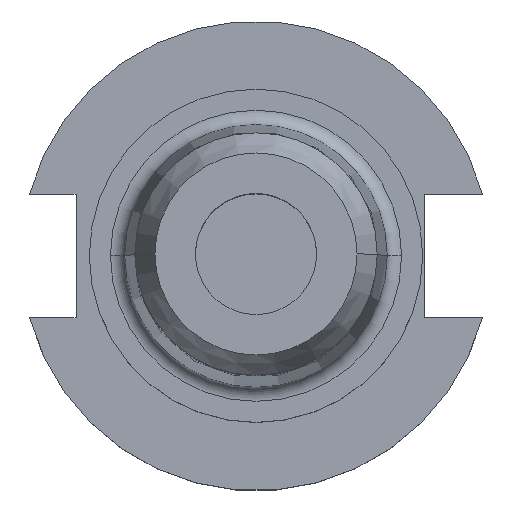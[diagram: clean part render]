
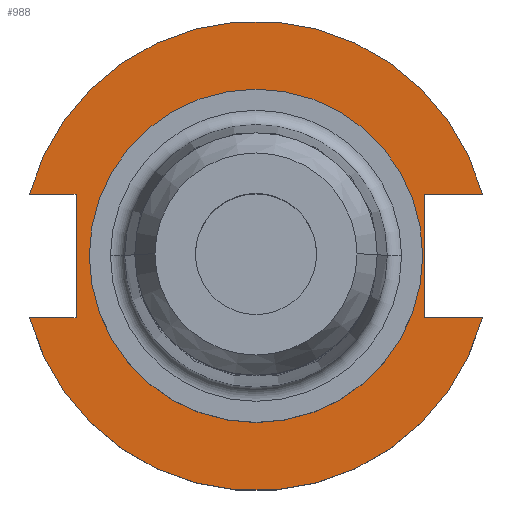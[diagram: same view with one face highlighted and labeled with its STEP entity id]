
A CAD part, top view. The second image highlights one B-rep face of the part: STEP entity #988.
In plain terms, the highlighted planar face has unit normal (0, 0, 1).
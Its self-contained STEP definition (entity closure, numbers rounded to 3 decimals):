
#11 = CARTESIAN_POINT ( 'NONE',  ( 35.306, 12.954, 19.05 ) ) ;
#61 = VECTOR ( 'NONE', #109, 1000. ) ;
#72 = ORIENTED_EDGE ( 'NONE', *, *, #488, .F. ) ;
#92 = CARTESIAN_POINT ( 'NONE',  ( 0., 0., 19.05 ) ) ;
#109 = DIRECTION ( 'NONE',  ( 0., 1., 0. ) ) ;
#158 = CARTESIAN_POINT ( 'NONE',  ( 47.477, -12.954, 19.05 ) ) ;
#195 = ORIENTED_EDGE ( 'NONE', *, *, #1048, .F. ) ;
#211 = AXIS2_PLACEMENT_3D ( 'NONE', #1104, #1501, #698 ) ;
#219 = ORIENTED_EDGE ( 'NONE', *, *, #1612, .F. ) ;
#221 = EDGE_CURVE ( 'NONE', #550, #1721, #1435, .T. ) ;
#237 = VERTEX_POINT ( 'NONE', #439 ) ;
#299 = DIRECTION ( 'NONE',  ( 0., 0., 1. ) ) ;
#302 = EDGE_CURVE ( 'NONE', #789, #237, #375, .T. ) ;
#315 = FACE_OUTER_BOUND ( 'NONE', #383, .T. ) ;
#334 = VECTOR ( 'NONE', #531, 1000. ) ;
#353 = FACE_BOUND ( 'NONE', #806, .T. ) ;
#362 = ORIENTED_EDGE ( 'NONE', *, *, #302, .F. ) ;
#367 = VECTOR ( 'NONE', #959, 1000. ) ;
#373 = LINE ( 'NONE', #1701, #1400 ) ;
#375 = LINE ( 'NONE', #1178, #334 ) ;
#380 = VERTEX_POINT ( 'NONE', #1324 ) ;
#383 = EDGE_LOOP ( 'NONE', ( #1185, #72, #1572, #219, #1002, #195, #1425, #362 ) ) ;
#399 = LINE ( 'NONE', #502, #1103 ) ;
#439 = CARTESIAN_POINT ( 'NONE',  ( -37.719, -12.954, 19.05 ) ) ;
#488 = EDGE_CURVE ( 'NONE', #512, #501, #399, .T. ) ;
#501 = VERTEX_POINT ( 'NONE', #158 ) ;
#502 = CARTESIAN_POINT ( 'NONE',  ( 35.306, -12.954, 19.05 ) ) ;
#512 = VERTEX_POINT ( 'NONE', #1007 ) ;
#531 = DIRECTION ( 'NONE',  ( 1., 0., 0. ) ) ;
#550 = VERTEX_POINT ( 'NONE', #1641 ) ;
#567 = PLANE ( 'NONE',  #211 ) ;
#594 = CARTESIAN_POINT ( 'NONE',  ( 47.477, 12.954, 19.05 ) ) ;
#609 = EDGE_CURVE ( 'NONE', #1137, #944, #1032, .T. ) ;
#619 = LINE ( 'NONE', #1626, #1292 ) ;
#698 = DIRECTION ( 'NONE',  ( 1., 0., 0. ) ) ;
#703 = CARTESIAN_POINT ( 'NONE',  ( 35.306, 12.954, 19.05 ) ) ;
#757 = DIRECTION ( 'NONE',  ( 1., 0., 0. ) ) ;
#769 = DIRECTION ( 'NONE',  ( 1., 0., 0. ) ) ;
#771 = DIRECTION ( 'NONE',  ( -1., 0., 0. ) ) ;
#773 = EDGE_CURVE ( 'NONE', #1721, #550, #1616, .T. ) ;
#787 = DIRECTION ( 'NONE',  ( 1., 0., 0. ) ) ;
#789 = VERTEX_POINT ( 'NONE', #798 ) ;
#798 = CARTESIAN_POINT ( 'NONE',  ( -47.477, -12.954, 19.05 ) ) ;
#806 = EDGE_LOOP ( 'NONE', ( #1142, #882 ) ) ;
#813 = VERTEX_POINT ( 'NONE', #11 ) ;
#882 = ORIENTED_EDGE ( 'NONE', *, *, #773, .F. ) ;
#944 = VERTEX_POINT ( 'NONE', #1237 ) ;
#956 = AXIS2_PLACEMENT_3D ( 'NONE', #1098, #299, #1236 ) ;
#959 = DIRECTION ( 'NONE',  ( 0., -1., 0. ) ) ;
#988 = ADVANCED_FACE ( 'NONE', ( #353, #315 ), #567, .T. ) ;
#1002 = ORIENTED_EDGE ( 'NONE', *, *, #609, .T. ) ;
#1007 = CARTESIAN_POINT ( 'NONE',  ( 35.306, -12.954, 19.05 ) ) ;
#1015 = AXIS2_PLACEMENT_3D ( 'NONE', #92, #1567, #1027 ) ;
#1022 = LINE ( 'NONE', #703, #367 ) ;
#1027 = DIRECTION ( 'NONE',  ( 1., 0., 0. ) ) ;
#1032 = CIRCLE ( 'NONE', #1694, 49.212 ) ;
#1034 = CARTESIAN_POINT ( 'NONE',  ( 0., 0., 19.05 ) ) ;
#1048 = EDGE_CURVE ( 'NONE', #380, #944, #619, .T. ) ;
#1098 = CARTESIAN_POINT ( 'NONE',  ( 0., 0., 19.05 ) ) ;
#1103 = VECTOR ( 'NONE', #757, 1000. ) ;
#1104 = CARTESIAN_POINT ( 'NONE',  ( 0., 49.212, 19.05 ) ) ;
#1110 = DIRECTION ( 'NONE',  ( -1., 0., 0. ) ) ;
#1137 = VERTEX_POINT ( 'NONE', #594 ) ;
#1142 = ORIENTED_EDGE ( 'NONE', *, *, #221, .F. ) ;
#1178 = CARTESIAN_POINT ( 'NONE',  ( -63.719, -12.954, 19.05 ) ) ;
#1185 = ORIENTED_EDGE ( 'NONE', *, *, #1335, .T. ) ;
#1236 = DIRECTION ( 'NONE',  ( 1., 0., 0. ) ) ;
#1237 = CARTESIAN_POINT ( 'NONE',  ( -47.477, 12.954, 19.05 ) ) ;
#1292 = VECTOR ( 'NONE', #1110, 1000. ) ;
#1295 = EDGE_CURVE ( 'NONE', #813, #512, #1022, .T. ) ;
#1319 = DIRECTION ( 'NONE',  ( 0., 0., 1. ) ) ;
#1324 = CARTESIAN_POINT ( 'NONE',  ( -37.719, 12.954, 19.05 ) ) ;
#1334 = CARTESIAN_POINT ( 'NONE',  ( 0., 0., 19.05 ) ) ;
#1335 = EDGE_CURVE ( 'NONE', #789, #501, #1430, .T. ) ;
#1400 = VECTOR ( 'NONE', #771, 1000. ) ;
#1425 = ORIENTED_EDGE ( 'NONE', *, *, #1580, .F. ) ;
#1430 = CIRCLE ( 'NONE', #956, 49.212 ) ;
#1433 = CARTESIAN_POINT ( 'NONE',  ( -34.925, 0., 19.05 ) ) ;
#1435 = CIRCLE ( 'NONE', #1643, 34.925 ) ;
#1480 = LINE ( 'NONE', #1681, #61 ) ;
#1501 = DIRECTION ( 'NONE',  ( 0., 0., 1. ) ) ;
#1545 = DIRECTION ( 'NONE',  ( 0., 0., 1. ) ) ;
#1567 = DIRECTION ( 'NONE',  ( 0., 0., 1. ) ) ;
#1572 = ORIENTED_EDGE ( 'NONE', *, *, #1295, .F. ) ;
#1580 = EDGE_CURVE ( 'NONE', #237, #380, #1480, .T. ) ;
#1612 = EDGE_CURVE ( 'NONE', #1137, #813, #373, .T. ) ;
#1616 = CIRCLE ( 'NONE', #1015, 34.925 ) ;
#1626 = CARTESIAN_POINT ( 'NONE',  ( -63.719, 12.954, 19.05 ) ) ;
#1641 = CARTESIAN_POINT ( 'NONE',  ( 34.925, 0., 19.05 ) ) ;
#1643 = AXIS2_PLACEMENT_3D ( 'NONE', #1334, #1545, #787 ) ;
#1681 = CARTESIAN_POINT ( 'NONE',  ( -37.719, 12.954, 19.05 ) ) ;
#1694 = AXIS2_PLACEMENT_3D ( 'NONE', #1034, #1319, #769 ) ;
#1701 = CARTESIAN_POINT ( 'NONE',  ( 35.306, 12.954, 19.05 ) ) ;
#1721 = VERTEX_POINT ( 'NONE', #1433 ) ;
